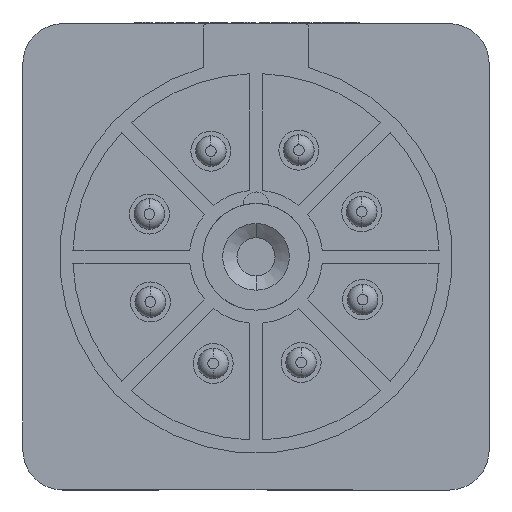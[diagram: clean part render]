
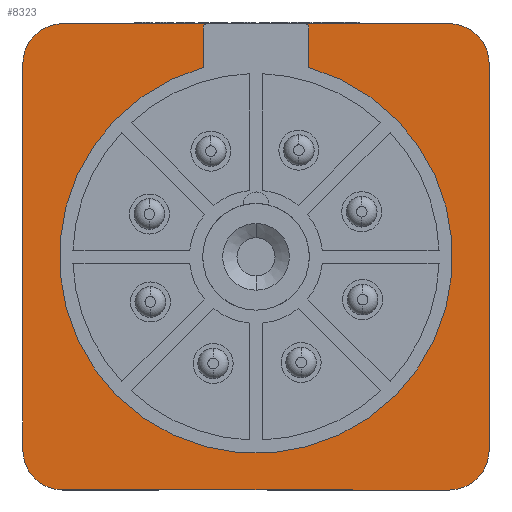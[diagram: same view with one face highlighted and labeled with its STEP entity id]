
A CAD part, front view. The second image highlights one B-rep face of the part: STEP entity #8323.
In plain terms, the highlighted planar face has unit normal (0, -1, 0).
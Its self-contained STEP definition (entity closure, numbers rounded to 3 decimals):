
#438 = EDGE_CURVE ( 'NONE', #6670, #10778, #13857, .T. ) ;
#443 = CARTESIAN_POINT ( 'NONE',  ( 3.945, -1.75, 14.217 ) ) ;
#488 = CARTESIAN_POINT ( 'NONE',  ( 3.945, -1.75, 17.25 ) ) ;
#572 = LINE ( 'NONE', #10516, #2361 ) ;
#876 = ORIENTED_EDGE ( 'NONE', *, *, #17561, .F. ) ;
#899 = ORIENTED_EDGE ( 'NONE', *, *, #2186, .F. ) ;
#1154 = CARTESIAN_POINT ( 'NONE',  ( -3.945, -1.75, 14.217 ) ) ;
#1168 = DIRECTION ( 'NONE',  ( 0., 0., 1. ) ) ;
#1279 = EDGE_CURVE ( 'NONE', #4285, #5990, #6966, .T. ) ;
#1491 = VECTOR ( 'NONE', #5962, 1000. ) ;
#1644 = DIRECTION ( 'NONE',  ( 0., 0., 1. ) ) ;
#1730 = VERTEX_POINT ( 'NONE', #488 ) ;
#2161 = VERTEX_POINT ( 'NONE', #5960 ) ;
#2186 = EDGE_CURVE ( 'NONE', #17447, #16250, #572, .T. ) ;
#2356 = CIRCLE ( 'NONE', #3273, 14.752 ) ;
#2361 = VECTOR ( 'NONE', #1644, 1000. ) ;
#2424 = DIRECTION ( 'NONE',  ( 0., 0., -1. ) ) ;
#2479 = ORIENTED_EDGE ( 'NONE', *, *, #9409, .F. ) ;
#2880 = LINE ( 'NONE', #14450, #10281 ) ;
#3002 = ORIENTED_EDGE ( 'NONE', *, *, #1279, .F. ) ;
#3179 = EDGE_CURVE ( 'NONE', #11437, #1730, #2880, .T. ) ;
#3273 = AXIS2_PLACEMENT_3D ( 'NONE', #14289, #5451, #15781 ) ;
#3559 = CARTESIAN_POINT ( 'NONE',  ( 14.5, -1.75, 14.5 ) ) ;
#4109 = ORIENTED_EDGE ( 'NONE', *, *, #10357, .F. ) ;
#4183 = AXIS2_PLACEMENT_3D ( 'NONE', #13276, #13362, #17843 ) ;
#4285 = VERTEX_POINT ( 'NONE', #10308 ) ;
#4297 = CARTESIAN_POINT ( 'NONE',  ( -3.945, -1.75, 17.25 ) ) ;
#4485 = CARTESIAN_POINT ( 'NONE',  ( 14.5, -1.75, -17.5 ) ) ;
#4567 = CARTESIAN_POINT ( 'NONE',  ( -14.5, -1.75, -14.5 ) ) ;
#4570 = VECTOR ( 'NONE', #16270, 1000. ) ;
#4635 = VECTOR ( 'NONE', #2424, 1000. ) ;
#4778 = LINE ( 'NONE', #7459, #4570 ) ;
#5047 = DIRECTION ( 'NONE',  ( 0., 0., 1. ) ) ;
#5208 = ORIENTED_EDGE ( 'NONE', *, *, #16171, .F. ) ;
#5397 = ORIENTED_EDGE ( 'NONE', *, *, #11495, .F. ) ;
#5401 = AXIS2_PLACEMENT_3D ( 'NONE', #17369, #8558, #18874 ) ;
#5451 = DIRECTION ( 'NONE',  ( 0., -1., 0. ) ) ;
#5710 = CARTESIAN_POINT ( 'NONE',  ( -14.5, -1.75, -14.5 ) ) ;
#5960 = CARTESIAN_POINT ( 'NONE',  ( 17.5, -1.75, 14.5 ) ) ;
#5962 = DIRECTION ( 'NONE',  ( -1., 0., 0. ) ) ;
#5990 = VERTEX_POINT ( 'NONE', #4297 ) ;
#6040 = DIRECTION ( 'NONE',  ( 0., 0., 1. ) ) ;
#6266 = CARTESIAN_POINT ( 'NONE',  ( -14.5, -1.75, -17.5 ) ) ;
#6391 = CARTESIAN_POINT ( 'NONE',  ( 17.5, -1.75, 14.5 ) ) ;
#6472 = EDGE_CURVE ( 'NONE', #17077, #4285, #4778, .T. ) ;
#6568 = AXIS2_PLACEMENT_3D ( 'NONE', #18868, #10026, #1168 ) ;
#6670 = VERTEX_POINT ( 'NONE', #18415 ) ;
#6966 = CIRCLE ( 'NONE', #4183, 0.25 ) ;
#7059 = CIRCLE ( 'NONE', #15790, 3. ) ;
#7154 = PLANE ( 'NONE',  #13996 ) ;
#7219 = DIRECTION ( 'NONE',  ( 0., 0., 1. ) ) ;
#7459 = CARTESIAN_POINT ( 'NONE',  ( 14.5, -1.75, 17.5 ) ) ;
#7634 = ORIENTED_EDGE ( 'NONE', *, *, #438, .F. ) ;
#7900 = EDGE_CURVE ( 'NONE', #14650, #10376, #17777, .T. ) ;
#7904 = DIRECTION ( 'NONE',  ( 0., 0., -1. ) ) ;
#8323 = ADVANCED_FACE ( 'NONE', ( #14299 ), #7154, .F. ) ;
#8540 = DIRECTION ( 'NONE',  ( 0., 0., 1. ) ) ;
#8558 = DIRECTION ( 'NONE',  ( 0., 1., 0. ) ) ;
#8612 = LINE ( 'NONE', #18418, #4635 ) ;
#8689 = ORIENTED_EDGE ( 'NONE', *, *, #14191, .F. ) ;
#8727 = ORIENTED_EDGE ( 'NONE', *, *, #17993, .F. ) ;
#8787 = VECTOR ( 'NONE', #7904, 1000. ) ;
#8799 = CARTESIAN_POINT ( 'NONE',  ( 3.695, -1.75, 17.25 ) ) ;
#9409 = EDGE_CURVE ( 'NONE', #10818, #11437, #2356, .T. ) ;
#10026 = DIRECTION ( 'NONE',  ( 0., 1., 0. ) ) ;
#10281 = VECTOR ( 'NONE', #8540, 1000. ) ;
#10291 = DIRECTION ( 'NONE',  ( 0., 0., -1. ) ) ;
#10308 = CARTESIAN_POINT ( 'NONE',  ( -3.695, -1.75, 17.5 ) ) ;
#10357 = EDGE_CURVE ( 'NONE', #13171, #17447, #17509, .T. ) ;
#10376 = VERTEX_POINT ( 'NONE', #16374 ) ;
#10516 = CARTESIAN_POINT ( 'NONE',  ( -17.5, -1.75, 14.5 ) ) ;
#10778 = VERTEX_POINT ( 'NONE', #17099 ) ;
#10818 = VERTEX_POINT ( 'NONE', #1154 ) ;
#11019 = CARTESIAN_POINT ( 'NONE',  ( -17.5, -1.75, -14.5 ) ) ;
#11095 = ORIENTED_EDGE ( 'NONE', *, *, #6472, .F. ) ;
#11437 = VERTEX_POINT ( 'NONE', #443 ) ;
#11495 = EDGE_CURVE ( 'NONE', #10778, #2161, #7059, .T. ) ;
#11926 = VECTOR ( 'NONE', #12688, 1000. ) ;
#12688 = DIRECTION ( 'NONE',  ( 1., 0., 0. ) ) ;
#12756 = CARTESIAN_POINT ( 'NONE',  ( 14.5, -1.75, 17.5 ) ) ;
#13171 = VERTEX_POINT ( 'NONE', #6266 ) ;
#13276 = CARTESIAN_POINT ( 'NONE',  ( -3.695, -1.75, 17.25 ) ) ;
#13362 = DIRECTION ( 'NONE',  ( 0., -1., 0. ) ) ;
#13478 = EDGE_LOOP ( 'NONE', ( #3002, #11095, #8689, #899, #4109, #18040, #14971, #8727, #5397, #7634, #5208, #15964, #2479, #876 ) ) ;
#13857 = LINE ( 'NONE', #12756, #11926 ) ;
#13904 = DIRECTION ( 'NONE',  ( 0., 1., 0. ) ) ;
#13996 = AXIS2_PLACEMENT_3D ( 'NONE', #5710, #16039, #7219 ) ;
#14057 = CARTESIAN_POINT ( 'NONE',  ( -14.5, -1.75, 17.5 ) ) ;
#14191 = EDGE_CURVE ( 'NONE', #16250, #17077, #19115, .T. ) ;
#14289 = CARTESIAN_POINT ( 'NONE',  ( 0., -1.75, 0.002 ) ) ;
#14299 = FACE_OUTER_BOUND ( 'NONE', #13478, .T. ) ;
#14450 = CARTESIAN_POINT ( 'NONE',  ( 3.945, -1.75, 14.217 ) ) ;
#14650 = VERTEX_POINT ( 'NONE', #18522 ) ;
#14788 = CARTESIAN_POINT ( 'NONE',  ( -17.5, -1.75, 14.5 ) ) ;
#14890 = DIRECTION ( 'NONE',  ( 0., 1., 0. ) ) ;
#14896 = EDGE_CURVE ( 'NONE', #10376, #13171, #16727, .T. ) ;
#14971 = ORIENTED_EDGE ( 'NONE', *, *, #7900, .F. ) ;
#15776 = CIRCLE ( 'NONE', #18713, 0.25 ) ;
#15781 = DIRECTION ( 'NONE',  ( 0., 0., -1. ) ) ;
#15790 = AXIS2_PLACEMENT_3D ( 'NONE', #3559, #13904, #5047 ) ;
#15964 = ORIENTED_EDGE ( 'NONE', *, *, #3179, .F. ) ;
#16039 = DIRECTION ( 'NONE',  ( 0., 1., 0. ) ) ;
#16171 = EDGE_CURVE ( 'NONE', #1730, #6670, #15776, .T. ) ;
#16250 = VERTEX_POINT ( 'NONE', #14788 ) ;
#16270 = DIRECTION ( 'NONE',  ( 1., 0., 0. ) ) ;
#16374 = CARTESIAN_POINT ( 'NONE',  ( 14.5, -1.75, -17.5 ) ) ;
#16609 = LINE ( 'NONE', #6391, #8787 ) ;
#16727 = LINE ( 'NONE', #4485, #1491 ) ;
#17077 = VERTEX_POINT ( 'NONE', #14057 ) ;
#17099 = CARTESIAN_POINT ( 'NONE',  ( 14.5, -1.75, 17.5 ) ) ;
#17301 = AXIS2_PLACEMENT_3D ( 'NONE', #4567, #14890, #6040 ) ;
#17369 = CARTESIAN_POINT ( 'NONE',  ( -14.5, -1.75, 14.5 ) ) ;
#17447 = VERTEX_POINT ( 'NONE', #11019 ) ;
#17509 = CIRCLE ( 'NONE', #17301, 3. ) ;
#17561 = EDGE_CURVE ( 'NONE', #5990, #10818, #8612, .T. ) ;
#17777 = CIRCLE ( 'NONE', #6568, 3. ) ;
#17843 = DIRECTION ( 'NONE',  ( 0., 0., -1. ) ) ;
#17993 = EDGE_CURVE ( 'NONE', #2161, #14650, #16609, .T. ) ;
#18040 = ORIENTED_EDGE ( 'NONE', *, *, #14896, .F. ) ;
#18415 = CARTESIAN_POINT ( 'NONE',  ( 3.695, -1.75, 17.5 ) ) ;
#18418 = CARTESIAN_POINT ( 'NONE',  ( -3.945, -1.75, 14.217 ) ) ;
#18522 = CARTESIAN_POINT ( 'NONE',  ( 17.5, -1.75, -14.5 ) ) ;
#18713 = AXIS2_PLACEMENT_3D ( 'NONE', #8799, #19142, #10291 ) ;
#18868 = CARTESIAN_POINT ( 'NONE',  ( 14.5, -1.75, -14.5 ) ) ;
#18874 = DIRECTION ( 'NONE',  ( 0., 0., -1. ) ) ;
#19115 = CIRCLE ( 'NONE', #5401, 3. ) ;
#19142 = DIRECTION ( 'NONE',  ( 0., -1., 0. ) ) ;
